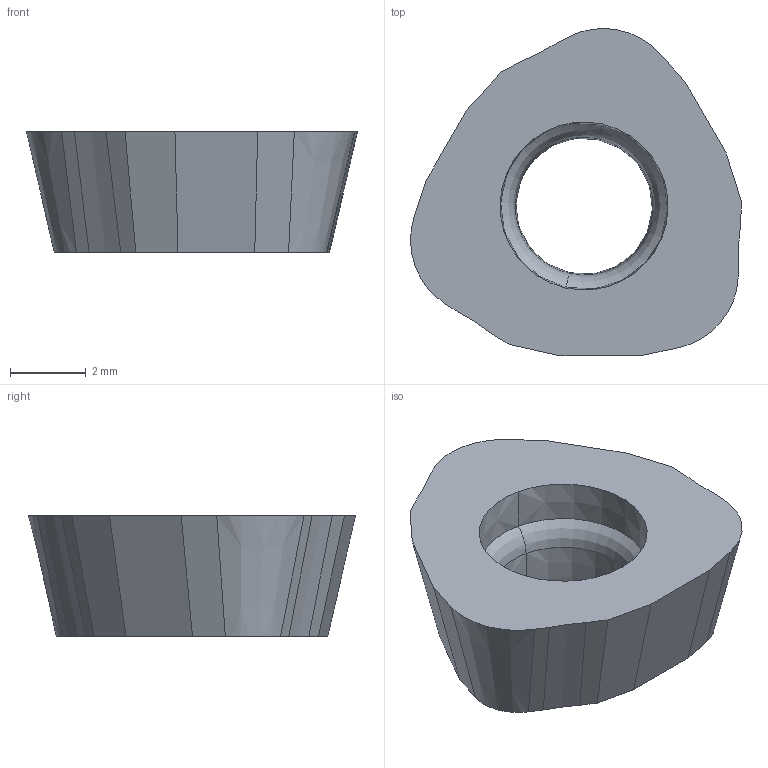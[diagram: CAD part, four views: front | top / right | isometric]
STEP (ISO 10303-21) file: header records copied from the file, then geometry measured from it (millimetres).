
FILE_DESCRIPTION(/* description */ (''),/* implementation_level */ '2;1');
FILE_NAME(/* name */ 'JOMT080320ZZSR-JM.stp',/* time_stamp */ '2021-09-07T08:29:13+09:00',/* author */ (''),/* organization */ (''),/* preprocessor_version */ 'ST-DEVELOPER v16',/* originating_system */ 'SIEMENS PLM Software NX 10.0',/* authorisation */ '');
FILE_SCHEMA (('AUTOMOTIVE_DESIGN { 1 0 10303 214 3 1 1 1 }'));
Length unit declared in the file: millimetre
Products named in the file (1): JOMT080320ZZSR-JM
Bounding box: 8.74 x 8.64 x 3.18 mm (x, y, z)
Volume: 113.4 mm3; surface area: 194.2 mm2
Topology: 1 solids, 1 shells, 29 faces, 98 edges, 94 vertices
Faces by surface type: plane 17, cone 7, cylinder 3, torus 2
Entity records: 1182 total; most frequent: CARTESIAN_POINT 228, DIRECTION 174, ORIENTED_EDGE 154, EDGE_CURVE 77, LINE 70, VECTOR 70, AXIS2_PLACEMENT_3D 52, VERTEX_POINT 50
